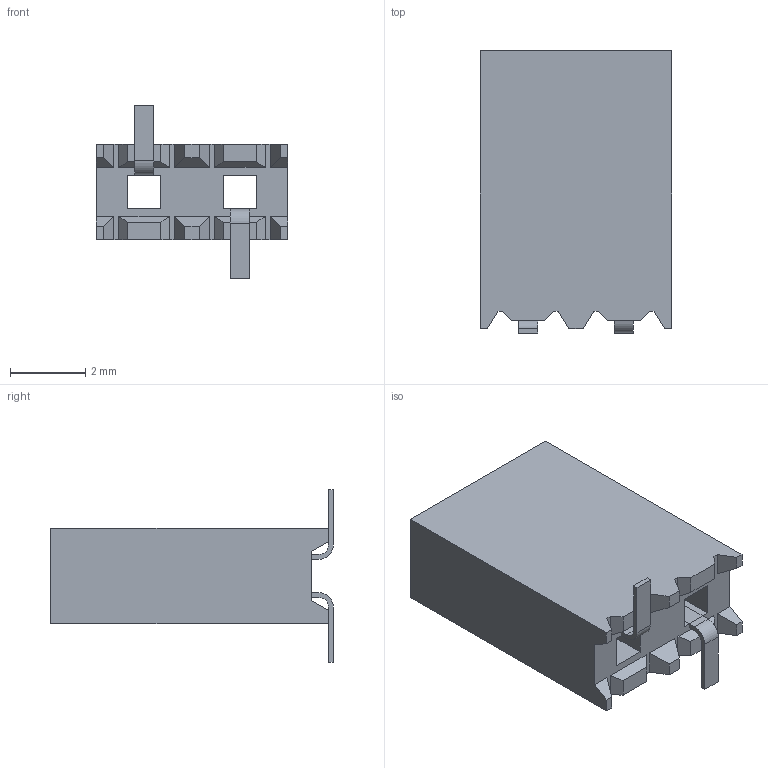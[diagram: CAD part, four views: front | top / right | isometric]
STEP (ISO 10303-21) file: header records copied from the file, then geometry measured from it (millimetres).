
FILE_DESCRIPTION(('FreeCAD Model'),'2;1');
FILE_NAME('Open CASCADE Shape Model','2025-02-05T13:03:14',(''),(''), 'Open CASCADE STEP processor 7.6','FreeCAD','Unknown');
FILE_SCHEMA(('AUTOMOTIVE_DESIGN { 1 0 10303 214 1 1 1 1 }'));
Length unit declared in the file: millimetre
Products named in the file (3): SSM-102-L-SV-K-TR; SSM-102-L-SV-K-TR_body; C-95-02-L2
Assembly tree (2 placements, depth 2):
  SSM-102-L-SV-K-TR
    SSM-102-L-SV-K-TR_body
    C-95-02-L2
Bounding box: 5.08 x 7.49 x 4.57 mm (x, y, z)
Volume: 79.2 mm3; surface area: 201.9 mm2
Topology: 2 solids, 2 shells, 81 faces, 228 edges, 152 vertices
Faces by surface type: plane 77, cylinder 4
Entity records: 5609 total; most frequent: CARTESIAN_POINT 920, DIRECTION 860, LINE 668, VECTOR 668, ORIENTED_EDGE 456, PCURVE 456, DEFINITIONAL_REPRESENTATION 456, EDGE_CURVE 228
